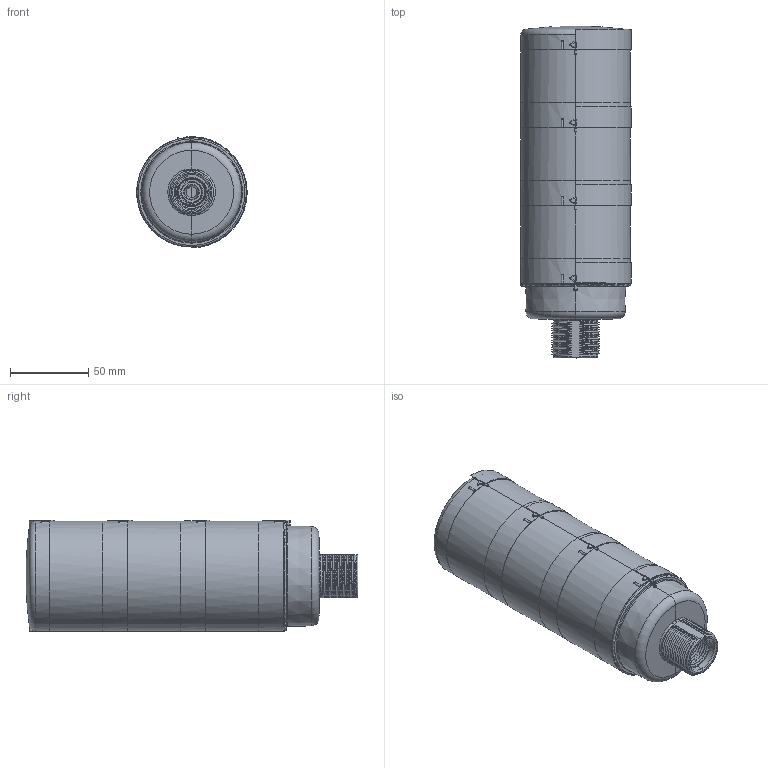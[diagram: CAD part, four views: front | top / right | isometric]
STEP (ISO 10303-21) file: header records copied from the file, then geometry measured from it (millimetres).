
FILE_DESCRIPTION((''),'2;1');
FILE_NAME('181471_ASM','2014-08-08T',('pdmadmin'),(''),'PRO/ENGINEER BY PARAMETRIC TECHNOLOGY CORPORATION, 2013230','PRO/ENGINEER BY PARAMETRIC TECHNOLOGY CORPORATION, 2013230','');
FILE_SCHEMA(('CONFIG_CONTROL_DESIGN'));
Length unit declared in the file: millimetre
Products named in the file (5): 180077; 179879; 179880; 180091; 181471_ASM
Assembly tree (8 placements, depth 2):
  181471_ASM
    180077
    179879  x3
    179880  x3
    180091
Bounding box: 70.5 x 211.9 x 71.25 mm (x, y, z)
Volume: 198600.6 mm3; surface area: 142061.6 mm2
Topology: 8 solids, 12 shells, 2335 faces, 5576 edges, 3273 vertices
Faces by surface type: bspline 776, cylinder 588, plane 381, torus 261, cone 192, sphere 137
Entity records: 71321 total; most frequent: CARTESIAN_POINT 47355, ORIENTED_EDGE 5492, DIRECTION 4318, EDGE_CURVE 2750, AXIS2_PLACEMENT_3D 1826, VERTEX_POINT 1625, EDGE_LOOP 1201, FACE_OUTER_BOUND 1153
